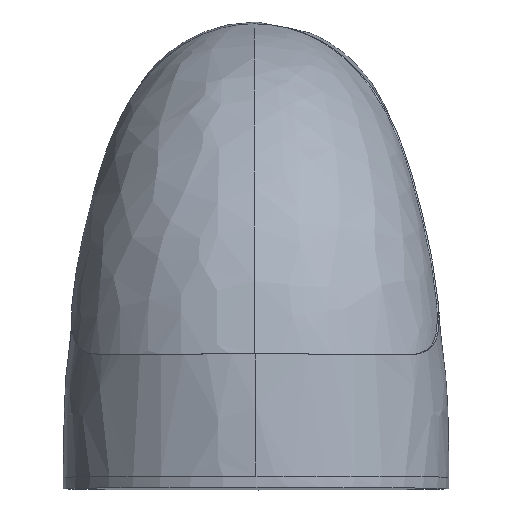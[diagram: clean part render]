
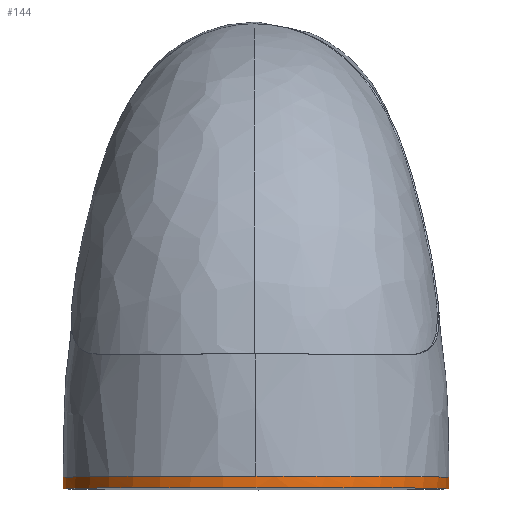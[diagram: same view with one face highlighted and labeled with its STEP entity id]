
A CAD part, left-side view. The second image highlights one B-rep face of the part: STEP entity #144.
In plain terms, the highlighted cylindrical face has radius 75 mm (diameter 150 mm), a partial arc.
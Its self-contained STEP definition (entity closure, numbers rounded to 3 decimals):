
#128=TRIMMED_CURVE($,#129,(#7535),(#7536),.T.,.CARTESIAN.);
#129=CIRCLE('',#612,75.);
#144=ADVANCED_FACE('',(#163),#406,.T.);
#163=FACE_OUTER_BOUND('',#182,.T.);
#182=EDGE_LOOP('',(#227,#228,#229,#230,#231));
#227=ORIENTED_EDGE('',*,*,#298,.T.);
#228=ORIENTED_EDGE('',*,*,#302,.F.);
#229=ORIENTED_EDGE('',*,*,#293,.T.);
#230=ORIENTED_EDGE('',*,*,#326,.T.);
#231=ORIENTED_EDGE('',*,*,#313,.T.);
#293=EDGE_CURVE('',#381,#382,#338,.T.);
#298=EDGE_CURVE('',#384,#385,#343,.T.);
#302=EDGE_CURVE('',#381,#385,#128,.T.);
#313=EDGE_CURVE('',#386,#384,#357,.T.);
#326=EDGE_CURVE('',#382,#386,#370,.T.);
#338=B_SPLINE_CURVE_WITH_KNOTS('',1,(#7493,#7494),.UNSPECIFIED.,.F.,.F.,
(2,2),(-4.4,0.),.UNSPECIFIED.);
#343=B_SPLINE_CURVE_WITH_KNOTS('',1,(#7515,#7516),.UNSPECIFIED.,.F.,.F.,
(2,2),(-4.4,0.),.UNSPECIFIED.);
#357=B_SPLINE_CURVE_WITH_KNOTS('',3,(#7627,#7628,#7629,#7630,#7631,#7632,
#7633,#7634,#7635,#7636,#7637,#7638,#7639,#7640,#7641,#7642,#7643,#7644,
#7645),.UNSPECIFIED.,.F.,.F.,(4,1,1,1,1,1,1,1,1,1,1,1,1,1,1,1,4),(-235.708,
-220.914,-206.12,-191.326,-176.531,
-161.737,-146.943,-132.149,-117.355,
-102.561,-87.767,-72.973,-58.178,
-43.384,-28.59,-13.796,0.),.UNSPECIFIED.);
#370=B_SPLINE_CURVE_WITH_KNOTS('',3,(#8478,#8479,#8480,#8481,#8482,#8483,
#8484,#8485,#8486,#8487,#8488,#8489,#8490,#8491,#8492,#8493,#8494,#8495,
#8496),.UNSPECIFIED.,.F.,.F.,(4,1,1,1,1,1,1,1,1,1,1,1,1,1,1,1,4),(-235.708,
-221.912,-207.118,-192.324,-177.529,-162.735,
-147.941,-133.147,-118.353,-103.559,-88.765,
-73.971,-59.176,-44.382,-29.588,
-14.794,0.),.UNSPECIFIED.);
#381=VERTEX_POINT('',#7465);
#382=VERTEX_POINT('',#7466);
#384=VERTEX_POINT('',#7468);
#385=VERTEX_POINT('',#7469);
#386=VERTEX_POINT('',#7470);
#406=CYLINDRICAL_SURFACE('',#604,75.);
#604=AXIS2_PLACEMENT_3D('',#4357,#626,$);
#612=AXIS2_PLACEMENT_3D($,#7534,#634,#635);
#626=DIRECTION('',(-0.005,0.798,-0.603));
#634=DIRECTION('',(0.005,-0.798,0.603));
#635=DIRECTION('',(1.,0.003,-0.005));
#4357=CARTESIAN_POINT('',(972.827,3045.765,1535.588));
#7465=CARTESIAN_POINT('',(1047.836,3044.433,1536.355));
#7466=CARTESIAN_POINT('',(1047.812,3047.944,1533.703));
#7468=CARTESIAN_POINT('',(1047.781,3046.746,1532.118));
#7469=CARTESIAN_POINT('',(1047.804,3043.236,1534.77));
#7470=CARTESIAN_POINT('',(897.824,3048.139,1535.28));
#7493=CARTESIAN_POINT('',(1047.836,3044.433,1536.355));
#7494=CARTESIAN_POINT('',(1047.812,3047.944,1533.703));
#7515=CARTESIAN_POINT('',(1047.781,3046.746,1532.118));
#7516=CARTESIAN_POINT('',(1047.804,3043.236,1534.77));
#7534=CARTESIAN_POINT('',(972.837,3044.231,1536.747));
#7535=CARTESIAN_POINT('',(1047.836,3044.433,1536.355));
#7536=CARTESIAN_POINT('',(1047.804,3043.236,1534.77));
#7627=CARTESIAN_POINT('',(897.824,3048.139,1535.28));
#7628=CARTESIAN_POINT('',(897.747,3045.181,1531.363));
#7629=CARTESIAN_POINT('',(898.558,3039.258,1523.516));
#7630=CARTESIAN_POINT('',(902.629,3030.7,1512.152));
#7631=CARTESIAN_POINT('',(909.398,3022.798,1501.63));
#7632=CARTESIAN_POINT('',(918.603,3015.853,1492.357));
#7633=CARTESIAN_POINT('',(929.892,3010.135,1484.687));
#7634=CARTESIAN_POINT('',(942.83,3005.861,1478.916));
#7635=CARTESIAN_POINT('',(956.92,3003.197,1475.265));
#7636=CARTESIAN_POINT('',(971.621,3002.245,1473.876));
#7637=CARTESIAN_POINT('',(986.368,3003.041,1474.8));
#7638=CARTESIAN_POINT('',(1000.595,3005.555,1478.003));
#7639=CARTESIAN_POINT('',(1013.753,3009.691,1483.362));
#7640=CARTESIAN_POINT('',(1025.338,3015.288,1490.671));
#7641=CARTESIAN_POINT('',(1034.905,3022.133,1499.648));
#7642=CARTESIAN_POINT('',(1042.085,3029.962,1509.949));
#7643=CARTESIAN_POINT('',(1046.502,3038.283,1520.925));
#7644=CARTESIAN_POINT('',(1047.648,3043.988,1528.467));
#7645=CARTESIAN_POINT('',(1047.781,3046.746,1532.118));
#8478=CARTESIAN_POINT('',(1047.812,3047.944,1533.703));
#8479=CARTESIAN_POINT('',(1047.824,3050.703,1537.356));
#8480=CARTESIAN_POINT('',(1046.978,3056.419,1544.929));
#8481=CARTESIAN_POINT('',(1042.998,3064.784,1556.038));
#8482=CARTESIAN_POINT('',(1036.23,3072.687,1566.56));
#8483=CARTESIAN_POINT('',(1027.024,3079.631,1575.833));
#8484=CARTESIAN_POINT('',(1015.736,3085.35,1583.503));
#8485=CARTESIAN_POINT('',(1002.797,3089.623,1589.274));
#8486=CARTESIAN_POINT('',(988.707,3092.287,1592.925));
#8487=CARTESIAN_POINT('',(974.006,3093.24,1594.314));
#8488=CARTESIAN_POINT('',(959.259,3092.443,1593.39));
#8489=CARTESIAN_POINT('',(945.033,3089.929,1590.187));
#8490=CARTESIAN_POINT('',(931.874,3085.794,1584.828));
#8491=CARTESIAN_POINT('',(920.289,3080.196,1577.519));
#8492=CARTESIAN_POINT('',(910.722,3073.352,1568.542));
#8493=CARTESIAN_POINT('',(903.542,3065.523,1558.241));
#8494=CARTESIAN_POINT('',(899.023,3057.01,1547.012));
#8495=CARTESIAN_POINT('',(897.902,3051.098,1539.196));
#8496=CARTESIAN_POINT('',(897.824,3048.139,1535.28));
